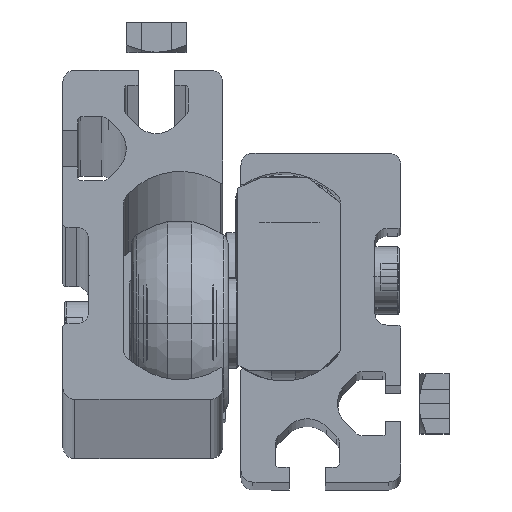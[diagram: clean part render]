
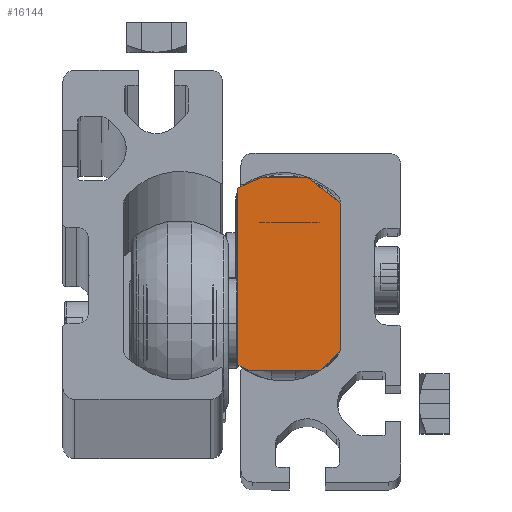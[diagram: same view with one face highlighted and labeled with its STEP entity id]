
A CAD part, top view. The second image highlights one B-rep face of the part: STEP entity #16144.
In plain terms, the highlighted face is planar.
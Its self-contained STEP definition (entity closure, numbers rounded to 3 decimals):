
#92 = VECTOR ( 'NONE', #13270, 1000. ) ;
#100 = DIRECTION ( 'NONE',  ( 0., 1., 0. ) ) ;
#262 = ORIENTED_EDGE ( 'NONE', *, *, #9826, .T. ) ;
#360 = PLANE ( 'NONE',  #15983 ) ;
#466 = FACE_OUTER_BOUND ( 'NONE', #10588, .T. ) ;
#494 = LINE ( 'NONE', #11608, #92 ) ;
#807 = LINE ( 'NONE', #19725, #7062 ) ;
#947 = LINE ( 'NONE', #5832, #3015 ) ;
#1303 = LINE ( 'NONE', #7663, #12084 ) ;
#1923 = DIRECTION ( 'NONE',  ( 0., -1., 0. ) ) ;
#2525 = VERTEX_POINT ( 'NONE', #4770 ) ;
#2889 = ORIENTED_EDGE ( 'NONE', *, *, #3127, .F. ) ;
#3015 = VECTOR ( 'NONE', #4272, 1000. ) ;
#3093 = CARTESIAN_POINT ( 'NONE',  ( -19., 12.203, 8.5 ) ) ;
#3127 = EDGE_CURVE ( 'NONE', #4358, #2525, #7231, .T. ) ;
#3152 = CARTESIAN_POINT ( 'NONE',  ( -19., -12.2, 8.5 ) ) ;
#3923 = EDGE_CURVE ( 'NONE', #12359, #20025, #8492, .T. ) ;
#4272 = DIRECTION ( 'NONE',  ( 0., 0., -1. ) ) ;
#4358 = VERTEX_POINT ( 'NONE', #8364 ) ;
#4751 = ORIENTED_EDGE ( 'NONE', *, *, #18155, .T. ) ;
#4770 = CARTESIAN_POINT ( 'NONE',  ( -19., 16.5, 3. ) ) ;
#5805 = ORIENTED_EDGE ( 'NONE', *, *, #3923, .T. ) ;
#5832 = CARTESIAN_POINT ( 'NONE',  ( -19., -15.5, 5.2 ) ) ;
#6373 = VERTEX_POINT ( 'NONE', #19221 ) ;
#6515 = VERTEX_POINT ( 'NONE', #10889 ) ;
#6649 = VECTOR ( 'NONE', #6928, 1000. ) ;
#6928 = DIRECTION ( 'NONE',  ( 0., -0.423, -0.906 ) ) ;
#7062 = VECTOR ( 'NONE', #16594, 1000. ) ;
#7231 = LINE ( 'NONE', #13469, #15062 ) ;
#7663 = CARTESIAN_POINT ( 'NONE',  ( -19., 12.203, 8.5 ) ) ;
#8364 = CARTESIAN_POINT ( 'NONE',  ( -19., 16.5, -4.6 ) ) ;
#8492 = LINE ( 'NONE', #14805, #15384 ) ;
#8996 = LINE ( 'NONE', #13258, #6649 ) ;
#9826 = EDGE_CURVE ( 'NONE', #20025, #2525, #1303, .T. ) ;
#10588 = EDGE_LOOP ( 'NONE', ( #262, #2889, #4751, #14601, #17113, #11441, #14066, #5805 ) ) ;
#10889 = CARTESIAN_POINT ( 'NONE',  ( -19., 14.681, -8.5 ) ) ;
#10895 = EDGE_CURVE ( 'NONE', #14827, #19825, #807, .T. ) ;
#11441 = ORIENTED_EDGE ( 'NONE', *, *, #19568, .F. ) ;
#11608 = CARTESIAN_POINT ( 'NONE',  ( -19., -12.2, 8.5 ) ) ;
#11790 = LINE ( 'NONE', #19697, #19643 ) ;
#12084 = VECTOR ( 'NONE', #20332, 1000. ) ;
#12359 = VERTEX_POINT ( 'NONE', #3152 ) ;
#13242 = DIRECTION ( 'NONE',  ( 0., 0., 1. ) ) ;
#13258 = CARTESIAN_POINT ( 'NONE',  ( -19., 16.5, -4.6 ) ) ;
#13270 = DIRECTION ( 'NONE',  ( 0., -0.707, -0.707 ) ) ;
#13469 = CARTESIAN_POINT ( 'NONE',  ( -19., 16.5, -4.6 ) ) ;
#14066 = ORIENTED_EDGE ( 'NONE', *, *, #16783, .F. ) ;
#14601 = ORIENTED_EDGE ( 'NONE', *, *, #16147, .T. ) ;
#14805 = CARTESIAN_POINT ( 'NONE',  ( -19., -12.2, 8.5 ) ) ;
#14827 = VERTEX_POINT ( 'NONE', #15501 ) ;
#15062 = VECTOR ( 'NONE', #18031, 1000. ) ;
#15384 = VECTOR ( 'NONE', #100, 1000. ) ;
#15501 = CARTESIAN_POINT ( 'NONE',  ( -19., -14.661, -8.5 ) ) ;
#15983 = AXIS2_PLACEMENT_3D ( 'NONE', #16369, #18025, #13242 ) ;
#16144 = ADVANCED_FACE ( 'NONE', ( #466 ), #360, .T. ) ;
#16147 = EDGE_CURVE ( 'NONE', #6515, #14827, #11790, .T. ) ;
#16369 = CARTESIAN_POINT ( 'NONE',  ( -19., 1.5, 22.2 ) ) ;
#16594 = DIRECTION ( 'NONE',  ( 0., -0.423, 0.906 ) ) ;
#16783 = EDGE_CURVE ( 'NONE', #12359, #6373, #494, .T. ) ;
#17113 = ORIENTED_EDGE ( 'NONE', *, *, #10895, .T. ) ;
#17549 = CARTESIAN_POINT ( 'NONE',  ( -19., -15.5, -6.7 ) ) ;
#18025 = DIRECTION ( 'NONE',  ( -1., 0., 0. ) ) ;
#18031 = DIRECTION ( 'NONE',  ( 0., 0., 1. ) ) ;
#18155 = EDGE_CURVE ( 'NONE', #4358, #6515, #8996, .T. ) ;
#19221 = CARTESIAN_POINT ( 'NONE',  ( -19., -15.5, 5.2 ) ) ;
#19568 = EDGE_CURVE ( 'NONE', #6373, #19825, #947, .T. ) ;
#19643 = VECTOR ( 'NONE', #1923, 1000. ) ;
#19697 = CARTESIAN_POINT ( 'NONE',  ( -19., 14.681, -8.5 ) ) ;
#19725 = CARTESIAN_POINT ( 'NONE',  ( -19., -14.661, -8.5 ) ) ;
#19825 = VERTEX_POINT ( 'NONE', #17549 ) ;
#20025 = VERTEX_POINT ( 'NONE', #3093 ) ;
#20332 = DIRECTION ( 'NONE',  ( 0., 0.616, -0.788 ) ) ;
